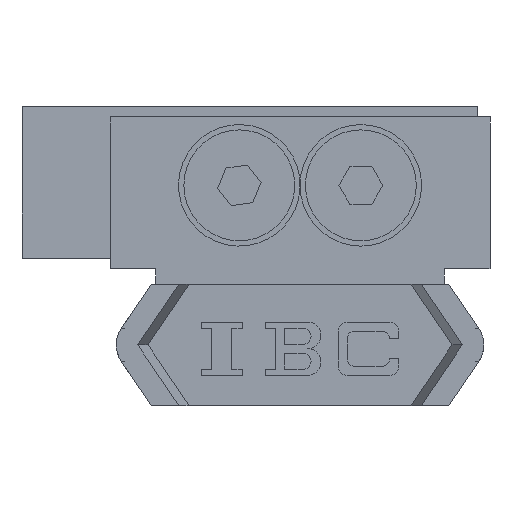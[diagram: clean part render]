
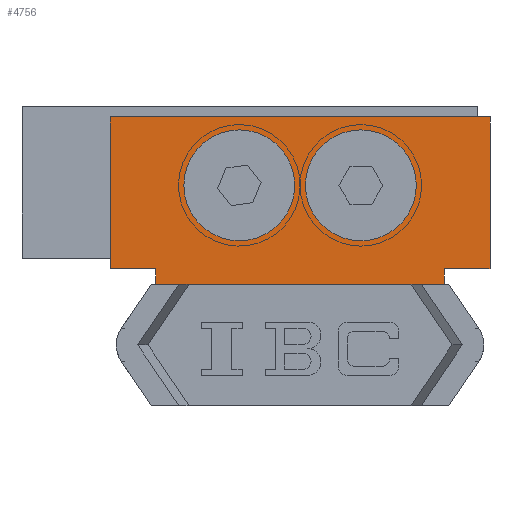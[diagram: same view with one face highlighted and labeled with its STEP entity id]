
A CAD part, left-side view. The second image highlights one B-rep face of the part: STEP entity #4756.
In plain terms, the highlighted face is planar.
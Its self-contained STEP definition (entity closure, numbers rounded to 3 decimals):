
#2549=CARTESIAN_POINT('',(9.066,-4.001,2.));
#2550=VERTEX_POINT('',#2549);
#2677=CARTESIAN_POINT('',(-9.067,-4.001,2.));
#2678=VERTEX_POINT('',#2677);
#4304=CARTESIAN_POINT('',(-7.304,-4.001,2.));
#4305=VERTEX_POINT('',#4304);
#4306=CARTESIAN_POINT('',(7.299,-4.001,2.));
#4307=VERTEX_POINT('',#4306);
#4308=CARTESIAN_POINT('',(-7.304,-4.001,2.0));
#4309=DIRECTION('',(1.0,0.0,0.0));
#4310=VECTOR('',#4309,14.603);
#4311=LINE('',#4308,#4310);
#4312=EDGE_CURVE('',#4305,#4307,#4311,.T.);
#4417=CARTESIAN_POINT('',(0.35,-10.501,1.997));
#4418=VERTEX_POINT('',#4417);
#4419=CARTESIAN_POINT('',(4.,-10.501,1.997));
#4420=DIRECTION('',(0.0,0.,1.));
#4421=DIRECTION('',(-1.0,0.0,0.0));
#4422=AXIS2_PLACEMENT_3D('',#4419,#4420,#4421);
#4423=CIRCLE('',#4422,3.65);
#4424=EDGE_CURVE('',#4418,#4418,#4423,.T.);
#4457=CARTESIAN_POINT('',(-7.65,-10.501,1.997));
#4458=VERTEX_POINT('',#4457);
#4459=CARTESIAN_POINT('',(-4.,-10.501,1.997));
#4460=DIRECTION('',(0.0,0.,1.));
#4461=DIRECTION('',(-1.0,0.0,0.0));
#4462=AXIS2_PLACEMENT_3D('',#4459,#4460,#4461);
#4463=CIRCLE('',#4462,3.65);
#4464=EDGE_CURVE('',#4458,#4458,#4463,.T.);
#4497=CARTESIAN_POINT('',(-9.5,-5.001,2.));
#4498=VERTEX_POINT('',#4497);
#4507=CARTESIAN_POINT('',(-12.5,-5.001,2.));
#4508=VERTEX_POINT('',#4507);
#4509=CARTESIAN_POINT('',(-9.5,-5.001,2.));
#4510=DIRECTION('',(-1.0,0.0,0.0));
#4511=VECTOR('',#4510,3.0);
#4512=LINE('',#4509,#4511);
#4513=EDGE_CURVE('',#4498,#4508,#4512,.T.);
#4539=CARTESIAN_POINT('',(9.5,-5.001,2.));
#4540=VERTEX_POINT('',#4539);
#4555=CARTESIAN_POINT('',(12.5,-5.001,2.));
#4556=VERTEX_POINT('',#4555);
#4563=CARTESIAN_POINT('',(12.5,-5.001,2.));
#4564=DIRECTION('',(-1.0,0.0,0.0));
#4565=VECTOR('',#4564,3.);
#4566=LINE('',#4563,#4565);
#4567=EDGE_CURVE('',#4556,#4540,#4566,.T.);
#4579=CARTESIAN_POINT('',(12.5,-15.001,1.996));
#4580=VERTEX_POINT('',#4579);
#4587=CARTESIAN_POINT('',(12.5,-5.001,2.));
#4588=DIRECTION('',(0.0,-1.,0.));
#4589=VECTOR('',#4588,10.0);
#4590=LINE('',#4587,#4589);
#4591=EDGE_CURVE('',#4556,#4580,#4590,.T.);
#4608=CARTESIAN_POINT('',(-12.5,-15.001,1.996));
#4609=VERTEX_POINT('',#4608);
#4625=CARTESIAN_POINT('',(-12.5,-5.001,2.));
#4626=DIRECTION('',(0.0,-1.,0.));
#4627=VECTOR('',#4626,10.0);
#4628=LINE('',#4625,#4627);
#4629=EDGE_CURVE('',#4508,#4609,#4628,.T.);
#4647=CARTESIAN_POINT('',(12.5,-15.001,1.996));
#4648=DIRECTION('',(-1.0,0.0,0.0));
#4649=VECTOR('',#4648,25.0);
#4650=LINE('',#4647,#4649);
#4651=EDGE_CURVE('',#4580,#4609,#4650,.T.);
#4670=CARTESIAN_POINT('',(9.5,-4.001,2.));
#4671=VERTEX_POINT('',#4670);
#4678=CARTESIAN_POINT('',(9.5,-4.001,2.));
#4679=DIRECTION('',(-1.0,0.0,0.0));
#4680=VECTOR('',#4679,0.434);
#4681=LINE('',#4678,#4680);
#4682=EDGE_CURVE('',#4671,#2550,#4681,.T.);
#4693=CARTESIAN_POINT('',(9.5,-4.001,2.));
#4694=DIRECTION('',(0.0,-1.,0.));
#4695=VECTOR('',#4694,1.);
#4696=LINE('',#4693,#4695);
#4697=EDGE_CURVE('',#4671,#4540,#4696,.T.);
#4709=CARTESIAN_POINT('',(9.5,-4.001,2.));
#4710=DIRECTION('',(0.,0.,-1.));
#4711=DIRECTION('',(-1.0,0.0,0.0));
#4712=AXIS2_PLACEMENT_3D('',#4709,#4710,#4711);
#4713=PLANE('',#4712);
#4714=CARTESIAN_POINT('',(-9.5,-4.001,2.));
#4715=VERTEX_POINT('',#4714);
#4716=CARTESIAN_POINT('',(-9.5,-4.001,2.));
#4717=DIRECTION('',(0.0,-1.,0.));
#4718=VECTOR('',#4717,1.);
#4719=LINE('',#4716,#4718);
#4720=EDGE_CURVE('',#4715,#4498,#4719,.T.);
#4721=ORIENTED_EDGE('',*,*,#4720,.F.);
#4722=CARTESIAN_POINT('',(-9.067,-4.001,2.));
#4723=DIRECTION('',(-1.0,0.0,0.0));
#4724=VECTOR('',#4723,0.433);
#4725=LINE('',#4722,#4724);
#4726=EDGE_CURVE('',#2678,#4715,#4725,.T.);
#4727=ORIENTED_EDGE('',*,*,#4726,.F.);
#4728=CARTESIAN_POINT('',(-7.304,-4.001,2.));
#4729=DIRECTION('',(-1.0,0.0,0.0));
#4730=VECTOR('',#4729,1.763);
#4731=LINE('',#4728,#4730);
#4732=EDGE_CURVE('',#4305,#2678,#4731,.T.);
#4733=ORIENTED_EDGE('',*,*,#4732,.F.);
#4734=ORIENTED_EDGE('',*,*,#4312,.T.);
#4735=CARTESIAN_POINT('',(9.066,-4.001,2.));
#4736=DIRECTION('',(-1.0,0.0,0.0));
#4737=VECTOR('',#4736,1.766);
#4738=LINE('',#4735,#4737);
#4739=EDGE_CURVE('',#2550,#4307,#4738,.T.);
#4740=ORIENTED_EDGE('',*,*,#4739,.F.);
#4741=ORIENTED_EDGE('',*,*,#4682,.F.);
#4742=ORIENTED_EDGE('',*,*,#4697,.T.);
#4743=ORIENTED_EDGE('',*,*,#4567,.F.);
#4744=ORIENTED_EDGE('',*,*,#4591,.T.);
#4745=ORIENTED_EDGE('',*,*,#4651,.T.);
#4746=ORIENTED_EDGE('',*,*,#4629,.F.);
#4747=ORIENTED_EDGE('',*,*,#4513,.F.);
#4748=EDGE_LOOP('',(#4721,#4727,#4733,#4734,#4740,#4741,#4742,#4743,#4744,#4745,#4746,#4747));
#4749=FACE_OUTER_BOUND('',#4748,.T.);
#4750=ORIENTED_EDGE('',*,*,#4424,.T.);
#4751=EDGE_LOOP('',(#4750));
#4752=FACE_BOUND('',#4751,.T.);
#4753=ORIENTED_EDGE('',*,*,#4464,.T.);
#4754=EDGE_LOOP('',(#4753));
#4755=FACE_BOUND('',#4754,.T.);
#4756=ADVANCED_FACE('',(#4749,#4752,#4755),#4713,.T.);
